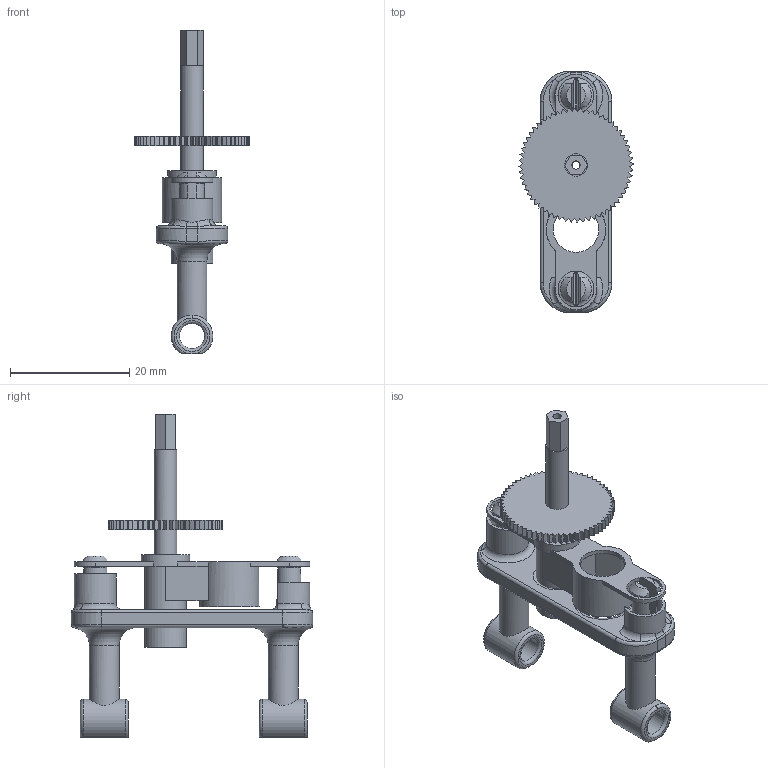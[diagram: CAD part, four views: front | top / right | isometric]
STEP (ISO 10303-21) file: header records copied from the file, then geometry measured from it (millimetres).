
FILE_DESCRIPTION(/* description */ (''),/* implementation_level */ '2;1');
FILE_NAME(/* name */ 'ensamble1-2 v2.step',/* time_stamp */ '2023-06-05T13:59:01+02:00',/* author */ (''),/* organization */ (''),/* preprocessor_version */ 'ST-DEVELOPER v19.2',/* originating_system */ 'Autodesk Translation Framework v12.6.0.85',/* authorisation */ '');
FILE_SCHEMA (('AUTOMOTIVE_DESIGN { 1 0 10303 214 3 1 1 }'));
Length unit declared in the file: millimetre
Products named in the file (4): ensamble1-2; 4-Attache_moteur_monter; Union gear Helice 2; gear
Assembly tree (3 placements, depth 2):
  ensamble1-2
    4-Attache_moteur_monter
    Union gear Helice 2
    gear
Bounding box: 19.13 x 40.49 x 54.3 mm (x, y, z)
Volume: 3313.2 mm3; surface area: 5544.6 mm2
Topology: 3 solids, 5 shells, 375 faces, 1010 edges, 650 vertices
Faces by surface type: plane 211, cylinder 113, torus 34, bspline 13, cone 4
Full cylindrical faces by diameter (mm): 1.342 x1, 1.4 x1, 3 x2, 3.8 x2, 4.2 x2, 5 x2, 6 x3, 6.015 x1, 6.1 x1, 7 x1, 7.671 x1, 7.8 x1, 8.126 x1, 10 x1
Entity records: 12598 total; most frequent: CARTESIAN_POINT 2975, ORIENTED_EDGE 2020, DIRECTION 1983, EDGE_CURVE 1010, AXIS2_PLACEMENT_3D 692, VERTEX_POINT 650, LINE 599, VECTOR 599
